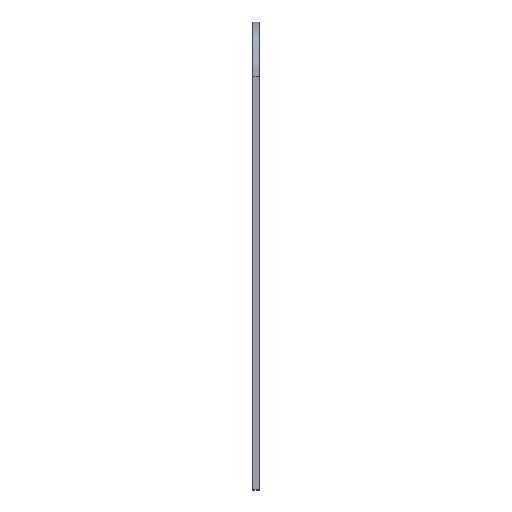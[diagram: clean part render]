
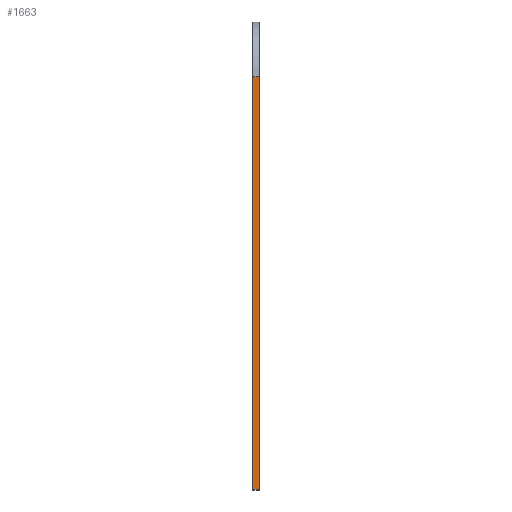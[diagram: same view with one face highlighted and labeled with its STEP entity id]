
A CAD part, top view. The second image highlights one B-rep face of the part: STEP entity #1663.
In plain terms, the highlighted planar face has unit normal (0, 0, 1).
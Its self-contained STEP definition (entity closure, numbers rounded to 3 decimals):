
#51=PLANE('',#1773);
#127=FACE_OUTER_BOUND('',#220,.T.);
#220=EDGE_LOOP('',(#1303,#1304,#1305,#1306));
#334=LINE('',#2365,#554);
#339=LINE('',#2377,#559);
#396=LINE('',#2503,#616);
#397=LINE('',#2504,#617);
#554=VECTOR('',#1930,10.);
#559=VECTOR('',#1941,10.);
#616=VECTOR('',#2012,10.);
#617=VECTOR('',#2013,10.);
#786=VERTEX_POINT('',#2362);
#787=VERTEX_POINT('',#2364);
#791=VERTEX_POINT('',#2376);
#853=VERTEX_POINT('',#2502);
#961=EDGE_CURVE('',#786,#787,#334,.T.);
#967=EDGE_CURVE('',#791,#787,#339,.F.);
#1030=EDGE_CURVE('',#786,#853,#396,.T.);
#1031=EDGE_CURVE('',#853,#791,#397,.T.);
#1303=ORIENTED_EDGE('',*,*,#961,.F.);
#1304=ORIENTED_EDGE('',*,*,#1030,.T.);
#1305=ORIENTED_EDGE('',*,*,#1031,.T.);
#1306=ORIENTED_EDGE('',*,*,#967,.T.);
#1663=ADVANCED_FACE('',(#127),#51,.F.);
#1773=AXIS2_PLACEMENT_3D('',#2501,#2010,#2011);
#1930=DIRECTION('',(1.,0.,0.));
#1941=DIRECTION('',(0.,-1.,0.));
#2010=DIRECTION('center_axis',(0.,0.,-1.));
#2011=DIRECTION('ref_axis',(0.,1.,0.));
#2012=DIRECTION('',(0.,-1.,0.));
#2013=DIRECTION('',(1.,0.,0.));
#2362=CARTESIAN_POINT('',(-80.,300.15,180.));
#2364=CARTESIAN_POINT('',(-75.,300.15,180.));
#2365=CARTESIAN_POINT('',(-80.,300.15,180.));
#2376=CARTESIAN_POINT('',(-75.,0.,180.));
#2377=CARTESIAN_POINT('',(-75.,90.,180.));
#2501=CARTESIAN_POINT('Origin',(-80.,0.,180.));
#2502=CARTESIAN_POINT('',(-80.,0.,180.));
#2503=CARTESIAN_POINT('',(-80.,90.,180.));
#2504=CARTESIAN_POINT('',(-80.,0.,180.));
